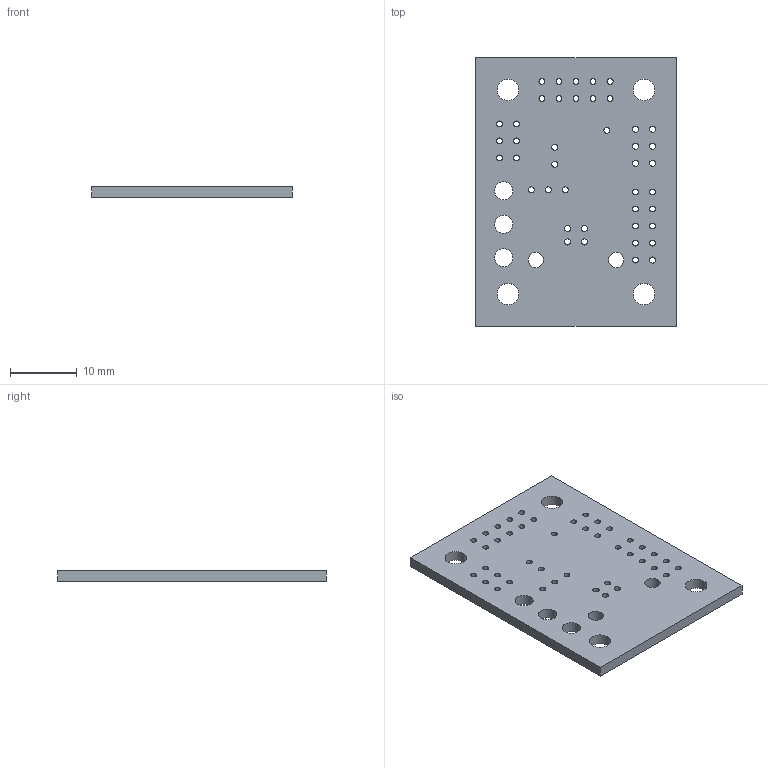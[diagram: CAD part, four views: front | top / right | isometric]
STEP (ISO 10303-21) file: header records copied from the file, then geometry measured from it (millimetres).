
FILE_DESCRIPTION(('KiCad electronic assembly'),'2;1');
FILE_NAME('USBI2C01A.step','2022-04-06T13:10:40',('Pcbnew'),('Kicad'), 'Open CASCADE STEP processor 7.5','KiCad to STEP converter','Unknown' );
FILE_SCHEMA(('AUTOMOTIVE_DESIGN { 1 0 10303 214 1 1 1 1 }'));
Length unit declared in the file: millimetre
Products named in the file (2): USBI2C01A 1; USBI2C01A PCB
Assembly tree (1 placements, depth 2):
  USBI2C01A 1
    USBI2C01A PCB
Bounding box: 29.97 x 40.13 x 1.6 mm (x, y, z)
Volume: 1790.2 mm3; surface area: 2778.8 mm2
Topology: 1 solids, 1 shells, 57 faces, 165 edges, 110 vertices
Faces by surface type: cylinder 51, plane 6
Full cylindrical faces by diameter (mm): 0.889 x36, 0.914 x2, 0.92 x4, 2.3 x2, 2.7 x3, 3.2 x4
Entity records: 4337 total; most frequent: DIRECTION 715, CARTESIAN_POINT 664, ORIENTED_EDGE 330, PCURVE 330, DEFINITIONAL_REPRESENTATION 330, LINE 291, VECTOR 291, CIRCLE 204
